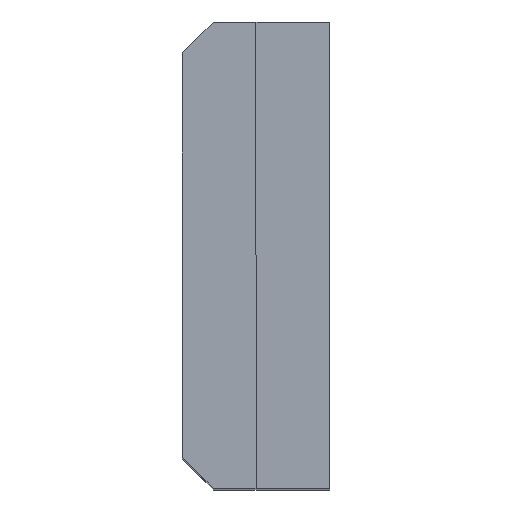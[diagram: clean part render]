
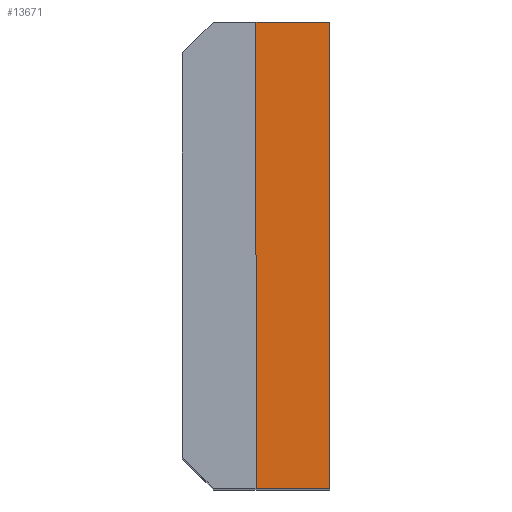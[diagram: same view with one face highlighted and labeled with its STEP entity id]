
A CAD part, top view. The second image highlights one B-rep face of the part: STEP entity #13671.
In plain terms, the highlighted planar face has unit normal (0, 0, 1).
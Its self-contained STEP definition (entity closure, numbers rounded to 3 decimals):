
#718=PLANE('',#14307);
#1431=FACE_OUTER_BOUND('',#2210,.T.);
#2210=EDGE_LOOP('',(#12640,#12641,#12642,#12643));
#3531=LINE('',#24203,#4943);
#3608=LINE('',#24390,#5020);
#3609=LINE('',#24392,#5021);
#3610=LINE('',#24393,#5022);
#4943=VECTOR('',#16721,10.);
#5020=VECTOR('',#16876,10.);
#5021=VECTOR('',#16877,10.);
#5022=VECTOR('',#16878,10.);
#6704=VERTEX_POINT('',#24200);
#6705=VERTEX_POINT('',#24202);
#6770=VERTEX_POINT('',#24389);
#6771=VERTEX_POINT('',#24391);
#8645=EDGE_CURVE('',#6705,#6704,#3531,.T.);
#8736=EDGE_CURVE('',#6770,#6704,#3608,.T.);
#8737=EDGE_CURVE('',#6770,#6771,#3609,.T.);
#8738=EDGE_CURVE('',#6771,#6705,#3610,.T.);
#12640=ORIENTED_EDGE('',*,*,#8645,.T.);
#12641=ORIENTED_EDGE('',*,*,#8736,.F.);
#12642=ORIENTED_EDGE('',*,*,#8737,.T.);
#12643=ORIENTED_EDGE('',*,*,#8738,.T.);
#13671=ADVANCED_FACE('',(#1431),#718,.T.);
#14307=AXIS2_PLACEMENT_3D('',#24388,#16874,#16875);
#16721=DIRECTION('',(0.,-1.,0.));
#16874=DIRECTION('center_axis',(0.,0.,1.));
#16875=DIRECTION('ref_axis',(0.,1.,0.));
#16876=DIRECTION('',(-1.,0.,0.));
#16877=DIRECTION('',(0.,1.,0.));
#16878=DIRECTION('',(-1.,0.,0.));
#24200=CARTESIAN_POINT('',(0.,-16.,27.15));
#24202=CARTESIAN_POINT('',(0.,29.2,27.15));
#24203=CARTESIAN_POINT('',(0.,-8.,27.15));
#24388=CARTESIAN_POINT('Origin',(0.,-16.,27.15));
#24389=CARTESIAN_POINT('',(7.15,-16.,27.15));
#24390=CARTESIAN_POINT('',(0.,-16.,27.15));
#24391=CARTESIAN_POINT('',(7.15,29.2,27.15));
#24392=CARTESIAN_POINT('',(7.15,-16.,27.15));
#24393=CARTESIAN_POINT('',(0.,29.2,27.15));
